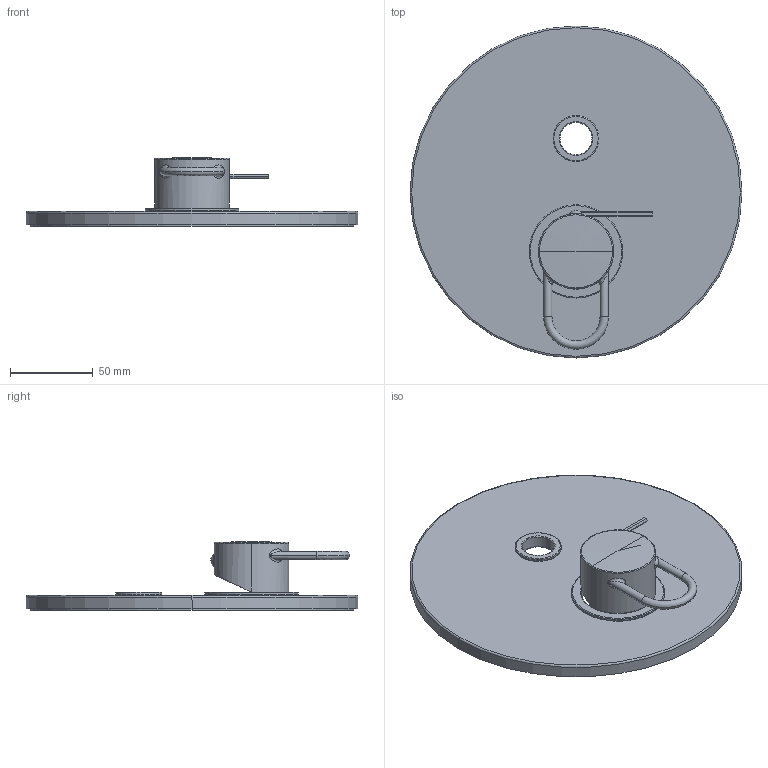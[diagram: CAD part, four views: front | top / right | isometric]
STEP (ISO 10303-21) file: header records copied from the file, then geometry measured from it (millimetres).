
FILE_DESCRIPTION((''),'2;1');
FILE_NAME('JK015CREST_ASM','2021-01-28T13:04:26',('stefano.gianpani'),('PAFFONI SpA'),'CREO PARAMETRIC BY PTC INC, 2020044','CREO PARAMETRIC BY PTC INC, 2020044','');
FILE_SCHEMA(('CONFIG_CONTROL_DESIGN','SHAPE_APPEARANCE_LAYERS_GROUPS'));
Length unit declared in the file: millimetre
Products named in the file (10): 4061664CR; 592305004A2; TCF0691105CR; CHBR25; 8001128_ASM; 4061240CR; 2091129-F; 2091408; 2091267; JK015CREST_ASM
Assembly tree (9 placements, depth 3):
  JK015CREST_ASM
    4061664CR
    8001128_ASM
      592305004A2
      TCF0691105CR
      CHBR25
    4061240CR
    2091129-F
    2091408
    2091267
Bounding box: 200 x 200 x 41.39 mm (x, y, z)
Volume: 161507.1 mm3; surface area: 121877.1 mm2
Topology: 8 solids, 10 shells, 189 faces, 423 edges, 258 vertices
Faces by surface type: plane 64, cylinder 56, torus 38, cone 25, bspline 4, sphere 2
Entity records: 7539 total; most frequent: CARTESIAN_POINT 1629, DIRECTION 1024, ORIENTED_EDGE 830, PRESENTATION_STYLE_ASSIGNMENT 429, STYLED_ITEM 429, AXIS2_PLACEMENT_3D 423, CURVE_STYLE 419, EDGE_CURVE 419
